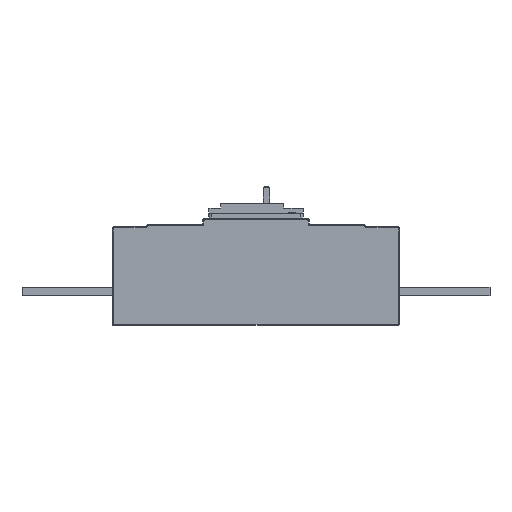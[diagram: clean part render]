
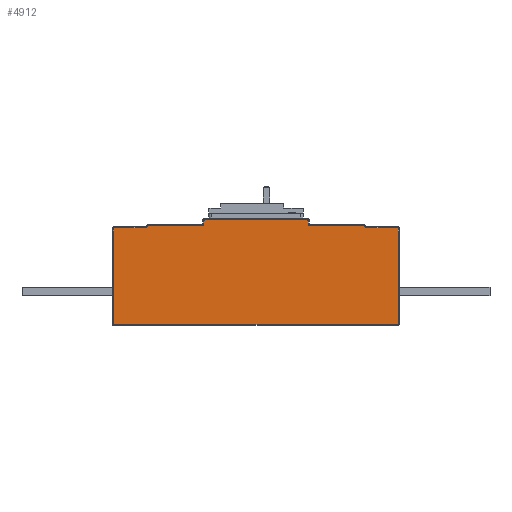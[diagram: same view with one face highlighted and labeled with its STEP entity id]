
A CAD part, left-side view. The second image highlights one B-rep face of the part: STEP entity #4912.
In plain terms, the highlighted free-form (B-spline) face has degree [1, 1] with [2, 2] control points.
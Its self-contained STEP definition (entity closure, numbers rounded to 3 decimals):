
#4912 = ADVANCED_FACE('',(#4913),#5033,.F.);
#4913 = FACE_BOUND('',#4914,.T.);
#4914 = EDGE_LOOP('',(#4915,#4925,#4933,#4940,#4947,#4954,#4961,#4968,
    #4976,#4984,#4991,#4998,#5006,#5013,#5021,#5028));
#4915 = ORIENTED_EDGE('',*,*,#4916,.T.);
#4916 = EDGE_CURVE('',#4917,#4919,#4921,.T.);
#4917 = VERTEX_POINT('',#4918);
#4918 = CARTESIAN_POINT('',(-142.058,139.353,
    129.882));
#4919 = VERTEX_POINT('',#4920);
#4920 = CARTESIAN_POINT('',(-142.058,141.297,
    128.432));
#4921 = ( BOUNDED_CURVE() B_SPLINE_CURVE(2,(#4922,#4923,#4924),
.UNSPECIFIED.,.F.,.F.) B_SPLINE_CURVE_WITH_KNOTS((3,3),(4.712,
5.993),.PIECEWISE_BEZIER_KNOTS.) CURVE() 
GEOMETRIC_REPRESENTATION_ITEM() RATIONAL_B_SPLINE_CURVE((1.,
0.802,1.)) REPRESENTATION_ITEM('') );
#4922 = CARTESIAN_POINT('',(-142.058,139.353,
    129.882));
#4923 = CARTESIAN_POINT('',(-142.058,140.865,
    129.882));
#4924 = CARTESIAN_POINT('',(-142.058,141.297,
    128.432));
#4925 = ORIENTED_EDGE('',*,*,#4926,.T.);
#4926 = EDGE_CURVE('',#4919,#4927,#4929,.T.);
#4927 = VERTEX_POINT('',#4928);
#4928 = CARTESIAN_POINT('',(-142.058,143.89,
    126.5));
#4929 = ( BOUNDED_CURVE() B_SPLINE_CURVE(2,(#4930,#4931,#4932),
.UNSPECIFIED.,.F.,.F.) B_SPLINE_CURVE_WITH_KNOTS((3,3),(3.431,
4.712),.PIECEWISE_BEZIER_KNOTS.) CURVE() 
GEOMETRIC_REPRESENTATION_ITEM() RATIONAL_B_SPLINE_CURVE((1.,
0.802,1.)) REPRESENTATION_ITEM('') );
#4930 = CARTESIAN_POINT('',(-142.058,141.297,
    128.432));
#4931 = CARTESIAN_POINT('',(-142.058,141.874,
    126.5));
#4932 = CARTESIAN_POINT('',(-142.058,143.89,
    126.5));
#4933 = ORIENTED_EDGE('',*,*,#4934,.T.);
#4934 = EDGE_CURVE('',#4927,#4935,#4937,.T.);
#4935 = VERTEX_POINT('',#4936);
#4936 = CARTESIAN_POINT('',(-142.058,184.676,
    126.5));
#4937 = B_SPLINE_CURVE_WITH_KNOTS('',1,(#4938,#4939),.UNSPECIFIED.,.F.,
  .F.,(2,2),(-31.146,-1.),.PIECEWISE_BEZIER_KNOTS.);
#4938 = CARTESIAN_POINT('',(-142.058,143.89,
    126.5));
#4939 = CARTESIAN_POINT('',(-142.058,184.676,
    126.5));
#4940 = ORIENTED_EDGE('',*,*,#4941,.T.);
#4941 = EDGE_CURVE('',#4935,#4942,#4944,.T.);
#4942 = VERTEX_POINT('',#4943);
#4943 = CARTESIAN_POINT('',(-142.058,184.676,
    1.353));
#4944 = B_SPLINE_CURVE_WITH_KNOTS('',1,(#4945,#4946),.UNSPECIFIED.,.F.,
  .F.,(2,2),(1.,93.5),.PIECEWISE_BEZIER_KNOTS.);
#4945 = CARTESIAN_POINT('',(-142.058,184.676,
    126.5));
#4946 = CARTESIAN_POINT('',(-142.058,184.676,
    1.353));
#4947 = ORIENTED_EDGE('',*,*,#4948,.T.);
#4948 = EDGE_CURVE('',#4942,#4949,#4951,.T.);
#4949 = VERTEX_POINT('',#4950);
#4950 = CARTESIAN_POINT('',(-142.058,-184.676,
    1.353));
#4951 = B_SPLINE_CURVE_WITH_KNOTS('',1,(#4952,#4953),.UNSPECIFIED.,.F.,
  .F.,(2,2),(1.,274.),.PIECEWISE_BEZIER_KNOTS.);
#4952 = CARTESIAN_POINT('',(-142.058,184.676,
    1.353));
#4953 = CARTESIAN_POINT('',(-142.058,-184.676,
    1.353));
#4954 = ORIENTED_EDGE('',*,*,#4955,.T.);
#4955 = EDGE_CURVE('',#4949,#4956,#4958,.T.);
#4956 = VERTEX_POINT('',#4957);
#4957 = CARTESIAN_POINT('',(-142.058,-184.676,
    126.5));
#4958 = B_SPLINE_CURVE_WITH_KNOTS('',1,(#4959,#4960),.UNSPECIFIED.,.F.,
  .F.,(2,2),(-93.5,-1.),.PIECEWISE_BEZIER_KNOTS.);
#4959 = CARTESIAN_POINT('',(-142.058,-184.676,
    1.353));
#4960 = CARTESIAN_POINT('',(-142.058,-184.676,
    126.5));
#4961 = ORIENTED_EDGE('',*,*,#4962,.T.);
#4962 = EDGE_CURVE('',#4956,#4963,#4965,.T.);
#4963 = VERTEX_POINT('',#4964);
#4964 = CARTESIAN_POINT('',(-142.058,-143.89,
    126.5));
#4965 = B_SPLINE_CURVE_WITH_KNOTS('',1,(#4966,#4967),.UNSPECIFIED.,.F.,
  .F.,(2,2),(-31.,-0.854),.PIECEWISE_BEZIER_KNOTS.);
#4966 = CARTESIAN_POINT('',(-142.058,-184.676,
    126.5));
#4967 = CARTESIAN_POINT('',(-142.058,-143.89,
    126.5));
#4968 = ORIENTED_EDGE('',*,*,#4969,.T.);
#4969 = EDGE_CURVE('',#4963,#4970,#4972,.T.);
#4970 = VERTEX_POINT('',#4971);
#4971 = CARTESIAN_POINT('',(-142.058,-141.297,
    128.432));
#4972 = ( BOUNDED_CURVE() B_SPLINE_CURVE(2,(#4973,#4974,#4975),
.UNSPECIFIED.,.F.,.F.) B_SPLINE_CURVE_WITH_KNOTS((3,3),(4.712,
5.993),.PIECEWISE_BEZIER_KNOTS.) CURVE() 
GEOMETRIC_REPRESENTATION_ITEM() RATIONAL_B_SPLINE_CURVE((1.,
0.802,1.)) REPRESENTATION_ITEM('') );
#4973 = CARTESIAN_POINT('',(-142.058,-143.89,
    126.5));
#4974 = CARTESIAN_POINT('',(-142.058,-141.874,
    126.5));
#4975 = CARTESIAN_POINT('',(-142.058,-141.297,
    128.432));
#4976 = ORIENTED_EDGE('',*,*,#4977,.T.);
#4977 = EDGE_CURVE('',#4970,#4978,#4980,.T.);
#4978 = VERTEX_POINT('',#4979);
#4979 = CARTESIAN_POINT('',(-142.058,-139.353,
    129.882));
#4980 = ( BOUNDED_CURVE() B_SPLINE_CURVE(2,(#4981,#4982,#4983),
.UNSPECIFIED.,.F.,.F.) B_SPLINE_CURVE_WITH_KNOTS((3,3),(3.431,
4.712),.PIECEWISE_BEZIER_KNOTS.) CURVE() 
GEOMETRIC_REPRESENTATION_ITEM() RATIONAL_B_SPLINE_CURVE((1.,
0.802,1.)) REPRESENTATION_ITEM('') );
#4981 = CARTESIAN_POINT('',(-142.058,-141.297,
    128.432));
#4982 = CARTESIAN_POINT('',(-142.058,-140.865,
    129.882));
#4983 = CARTESIAN_POINT('',(-142.058,-139.353,
    129.882));
#4984 = ORIENTED_EDGE('',*,*,#4985,.T.);
#4985 = EDGE_CURVE('',#4978,#4986,#4988,.T.);
#4986 = VERTEX_POINT('',#4987);
#4987 = CARTESIAN_POINT('',(-142.058,-67.647,
    129.882));
#4988 = B_SPLINE_CURVE_WITH_KNOTS('',1,(#4989,#4990),.UNSPECIFIED.,.F.,
  .F.,(2,2),(-52.,1.),.PIECEWISE_BEZIER_KNOTS.);
#4989 = CARTESIAN_POINT('',(-142.058,-139.353,
    129.882));
#4990 = CARTESIAN_POINT('',(-142.058,-67.647,
    129.882));
#4991 = ORIENTED_EDGE('',*,*,#4992,.T.);
#4992 = EDGE_CURVE('',#4986,#4993,#4995,.T.);
#4993 = VERTEX_POINT('',#4994);
#4994 = CARTESIAN_POINT('',(-142.058,-67.647,
    135.97));
#4995 = B_SPLINE_CURVE_WITH_KNOTS('',1,(#4996,#4997),.UNSPECIFIED.,.F.,
  .F.,(2,2),(1.5,6.),.PIECEWISE_BEZIER_KNOTS.);
#4996 = CARTESIAN_POINT('',(-142.058,-67.647,
    129.882));
#4997 = CARTESIAN_POINT('',(-142.058,-67.647,
    135.97));
#4998 = ORIENTED_EDGE('',*,*,#4999,.T.);
#4999 = EDGE_CURVE('',#4993,#5000,#5002,.T.);
#5000 = VERTEX_POINT('',#5001);
#5001 = CARTESIAN_POINT('',(-142.058,-65.617,
    138.));
#5002 = ( BOUNDED_CURVE() B_SPLINE_CURVE(2,(#5003,#5004,#5005),
.UNSPECIFIED.,.F.,.F.) B_SPLINE_CURVE_WITH_KNOTS((3,3),(3.142,
4.712),.PIECEWISE_BEZIER_KNOTS.) CURVE() 
GEOMETRIC_REPRESENTATION_ITEM() RATIONAL_B_SPLINE_CURVE((1.,
0.707,1.)) REPRESENTATION_ITEM('') );
#5003 = CARTESIAN_POINT('',(-142.058,-67.647,
    135.97));
#5004 = CARTESIAN_POINT('',(-142.058,-67.647,
    138.));
#5005 = CARTESIAN_POINT('',(-142.058,-65.617,
    138.));
#5006 = ORIENTED_EDGE('',*,*,#5007,.T.);
#5007 = EDGE_CURVE('',#5000,#5008,#5010,.T.);
#5008 = VERTEX_POINT('',#5009);
#5009 = CARTESIAN_POINT('',(-142.058,65.617,
    138.));
#5010 = B_SPLINE_CURVE_WITH_KNOTS('',1,(#5011,#5012),.UNSPECIFIED.,.F.,
  .F.,(2,2),(-97.,0.),.PIECEWISE_BEZIER_KNOTS.);
#5011 = CARTESIAN_POINT('',(-142.058,-65.617,
    138.));
#5012 = CARTESIAN_POINT('',(-142.058,65.617,
    138.));
#5013 = ORIENTED_EDGE('',*,*,#5014,.T.);
#5014 = EDGE_CURVE('',#5008,#5015,#5017,.T.);
#5015 = VERTEX_POINT('',#5016);
#5016 = CARTESIAN_POINT('',(-142.058,67.647,
    135.97));
#5017 = ( BOUNDED_CURVE() B_SPLINE_CURVE(2,(#5018,#5019,#5020),
.UNSPECIFIED.,.F.,.F.) B_SPLINE_CURVE_WITH_KNOTS((3,3),(4.712,
6.283),.PIECEWISE_BEZIER_KNOTS.) CURVE() 
GEOMETRIC_REPRESENTATION_ITEM() RATIONAL_B_SPLINE_CURVE((1.,
0.707,1.)) REPRESENTATION_ITEM('') );
#5018 = CARTESIAN_POINT('',(-142.058,65.617,
    138.));
#5019 = CARTESIAN_POINT('',(-142.058,67.647,
    138.));
#5020 = CARTESIAN_POINT('',(-142.058,67.647,
    135.97));
#5021 = ORIENTED_EDGE('',*,*,#5022,.T.);
#5022 = EDGE_CURVE('',#5015,#5023,#5025,.T.);
#5023 = VERTEX_POINT('',#5024);
#5024 = CARTESIAN_POINT('',(-142.058,67.647,
    129.882));
#5025 = B_SPLINE_CURVE_WITH_KNOTS('',1,(#5026,#5027),.UNSPECIFIED.,.F.,
  .F.,(2,2),(-6.,-1.5),.PIECEWISE_BEZIER_KNOTS.);
#5026 = CARTESIAN_POINT('',(-142.058,67.647,
    135.97));
#5027 = CARTESIAN_POINT('',(-142.058,67.647,
    129.882));
#5028 = ORIENTED_EDGE('',*,*,#5029,.T.);
#5029 = EDGE_CURVE('',#5023,#4917,#5030,.T.);
#5030 = B_SPLINE_CURVE_WITH_KNOTS('',1,(#5031,#5032),.UNSPECIFIED.,.F.,
  .F.,(2,2),(-53.,0.),.PIECEWISE_BEZIER_KNOTS.);
#5031 = CARTESIAN_POINT('',(-142.058,67.647,
    129.882));
#5032 = CARTESIAN_POINT('',(-142.058,139.353,
    129.882));
#5033 = B_SPLINE_SURFACE_WITH_KNOTS('',1,1,(
    (#5034,#5035)
    ,(#5036,#5037
    )),.UNSPECIFIED.,.F.,.F.,.F.,(2,2),(2,2),(-274.,-1.),(-93.5,7.5),
  .PIECEWISE_BEZIER_KNOTS.);
#5034 = CARTESIAN_POINT('',(-142.058,-184.676,
    1.353));
#5035 = CARTESIAN_POINT('',(-142.058,-184.676,
    138.));
#5036 = CARTESIAN_POINT('',(-142.058,184.676,
    1.353));
#5037 = CARTESIAN_POINT('',(-142.058,184.676,
    138.));
